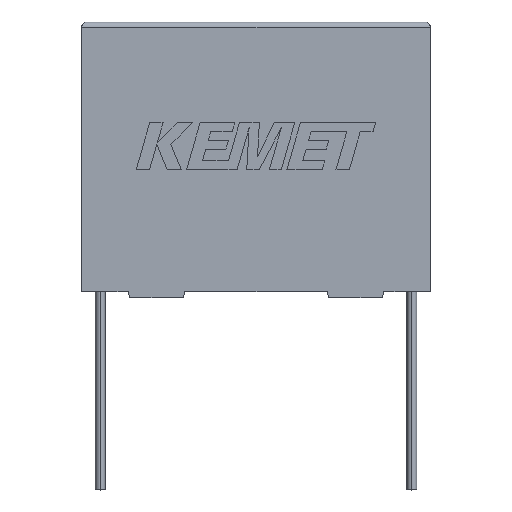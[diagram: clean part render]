
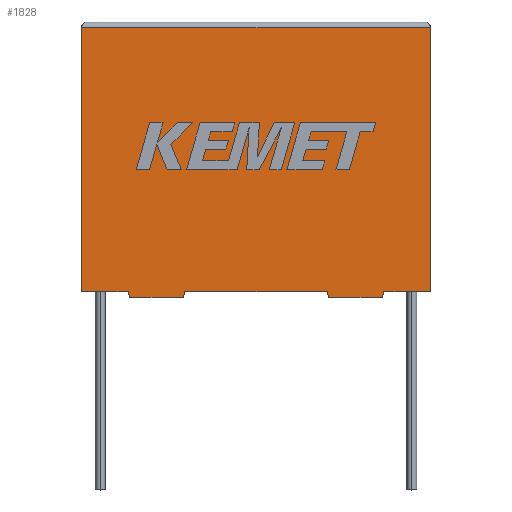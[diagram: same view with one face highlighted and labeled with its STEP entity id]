
A CAD part, top view. The second image highlights one B-rep face of the part: STEP entity #1828.
In plain terms, the highlighted planar face has unit normal (0, 0, 1).
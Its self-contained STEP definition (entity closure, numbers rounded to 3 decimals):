
#10 = CARTESIAN_POINT ( 'NONE',  ( 9.126, 0., 12.3 ) ) ;
#21 = VECTOR ( 'NONE', #464, 1000. ) ;
#24 = EDGE_CURVE ( 'NONE', #521, #2016, #598, .T. ) ;
#54 = ORIENTED_EDGE ( 'NONE', *, *, #3071, .T. ) ;
#63 = LINE ( 'NONE', #2962, #2496 ) ;
#115 = VECTOR ( 'NONE', #865, 1000. ) ;
#187 = ORIENTED_EDGE ( 'NONE', *, *, #701, .T. ) ;
#209 = DIRECTION ( 'NONE',  ( 1., 0., 0. ) ) ;
#233 = VECTOR ( 'NONE', #3154, 1000. ) ;
#253 = DIRECTION ( 'NONE',  ( -1., 0., 0. ) ) ;
#266 = VECTOR ( 'NONE', #209, 1000. ) ;
#272 = EDGE_CURVE ( 'NONE', #3111, #1827, #2271, .T. ) ;
#276 = VECTOR ( 'NONE', #1801, 1000. ) ;
#298 = DIRECTION ( 'NONE',  ( 0., 0., -1. ) ) ;
#315 = CARTESIAN_POINT ( 'NONE',  ( 21.824, -0.5, 12.3 ) ) ;
#344 = LINE ( 'NONE', #1172, #1789 ) ;
#424 = VERTEX_POINT ( 'NONE', #2996 ) ;
#429 = CARTESIAN_POINT ( 'NONE',  ( 30.8, 0., 12.3 ) ) ;
#464 = DIRECTION ( 'NONE',  ( 0., 1., 0. ) ) ;
#521 = VERTEX_POINT ( 'NONE', #1477 ) ;
#526 = CARTESIAN_POINT ( 'NONE',  ( 21.824, -0.5, 12.3 ) ) ;
#586 = VERTEX_POINT ( 'NONE', #2826 ) ;
#598 = LINE ( 'NONE', #1030, #276 ) ;
#620 = VERTEX_POINT ( 'NONE', #2085 ) ;
#701 = EDGE_CURVE ( 'NONE', #3236, #2817, #63, .T. ) ;
#794 = ORIENTED_EDGE ( 'NONE', *, *, #24, .F. ) ;
#847 = VERTEX_POINT ( 'NONE', #1318 ) ;
#855 = LINE ( 'NONE', #923, #2413 ) ;
#860 = VECTOR ( 'NONE', #1305, 1000. ) ;
#865 = DIRECTION ( 'NONE',  ( 0., -1., 0. ) ) ;
#879 = ORIENTED_EDGE ( 'NONE', *, *, #1662, .T. ) ;
#887 = VERTEX_POINT ( 'NONE', #1528 ) ;
#923 = CARTESIAN_POINT ( 'NONE',  ( 4.264, -0.5, 12.3 ) ) ;
#949 = LINE ( 'NONE', #2365, #115 ) ;
#984 = EDGE_CURVE ( 'NONE', #2016, #620, #1267, .T. ) ;
#1030 = CARTESIAN_POINT ( 'NONE',  ( 26.536, -0.5, 12.3 ) ) ;
#1119 = LINE ( 'NONE', #1701, #266 ) ;
#1172 = CARTESIAN_POINT ( 'NONE',  ( 0., 0., 12.3 ) ) ;
#1197 = LINE ( 'NONE', #429, #21 ) ;
#1222 = EDGE_CURVE ( 'NONE', #586, #887, #2806, .T. ) ;
#1267 = LINE ( 'NONE', #315, #860 ) ;
#1297 = VERTEX_POINT ( 'NONE', #1890 ) ;
#1301 = DIRECTION ( 'NONE',  ( -1., 0., 0. ) ) ;
#1305 = DIRECTION ( 'NONE',  ( -0.287, 0.958, 0. ) ) ;
#1318 = CARTESIAN_POINT ( 'NONE',  ( 0., 0., 12.3 ) ) ;
#1426 = EDGE_CURVE ( 'NONE', #2817, #620, #1119, .T. ) ;
#1454 = CARTESIAN_POINT ( 'NONE',  ( 0., 0., 12.3 ) ) ;
#1471 = VECTOR ( 'NONE', #2459, 1000. ) ;
#1477 = CARTESIAN_POINT ( 'NONE',  ( 26.536, -0.5, 12.3 ) ) ;
#1528 = CARTESIAN_POINT ( 'NONE',  ( 4.264, -0.5, 12.3 ) ) ;
#1544 = VECTOR ( 'NONE', #1301, 1000. ) ;
#1546 = EDGE_CURVE ( 'NONE', #847, #586, #344, .T. ) ;
#1656 = CARTESIAN_POINT ( 'NONE',  ( 0., 0., 12.3 ) ) ;
#1662 = EDGE_CURVE ( 'NONE', #887, #3236, #855, .T. ) ;
#1701 = CARTESIAN_POINT ( 'NONE',  ( 0., 0., 12.3 ) ) ;
#1745 = ORIENTED_EDGE ( 'NONE', *, *, #984, .F. ) ;
#1789 = VECTOR ( 'NONE', #1966, 1000. ) ;
#1801 = DIRECTION ( 'NONE',  ( -1., 0., 0. ) ) ;
#1827 = VERTEX_POINT ( 'NONE', #2201 ) ;
#1828 = ADVANCED_FACE ( 'NONE', ( #2796 ), #2941, .F. ) ;
#1872 = EDGE_CURVE ( 'NONE', #424, #1297, #3109, .T. ) ;
#1890 = CARTESIAN_POINT ( 'NONE',  ( 0., 23.3, 12.3 ) ) ;
#1966 = DIRECTION ( 'NONE',  ( 1., 0., 0. ) ) ;
#2016 = VERTEX_POINT ( 'NONE', #526 ) ;
#2085 = CARTESIAN_POINT ( 'NONE',  ( 21.674, 0., 12.3 ) ) ;
#2201 = CARTESIAN_POINT ( 'NONE',  ( 30.8, 0., 12.3 ) ) ;
#2203 = LINE ( 'NONE', #2857, #2242 ) ;
#2217 = EDGE_CURVE ( 'NONE', #3111, #521, #2203, .T. ) ;
#2242 = VECTOR ( 'NONE', #2843, 1000. ) ;
#2271 = LINE ( 'NONE', #1656, #233 ) ;
#2291 = ORIENTED_EDGE ( 'NONE', *, *, #1426, .T. ) ;
#2365 = CARTESIAN_POINT ( 'NONE',  ( 0., 0., 12.3 ) ) ;
#2413 = VECTOR ( 'NONE', #2429, 1000. ) ;
#2429 = DIRECTION ( 'NONE',  ( 1., 0., 0. ) ) ;
#2436 = CARTESIAN_POINT ( 'NONE',  ( 8.976, -0.5, 12.3 ) ) ;
#2459 = DIRECTION ( 'NONE',  ( 0.287, -0.958, 0. ) ) ;
#2472 = DIRECTION ( 'NONE',  ( 0.287, 0.958, 0. ) ) ;
#2496 = VECTOR ( 'NONE', #2472, 1000. ) ;
#2592 = ORIENTED_EDGE ( 'NONE', *, *, #1222, .T. ) ;
#2649 = AXIS2_PLACEMENT_3D ( 'NONE', #1454, #298, #253 ) ;
#2712 = ORIENTED_EDGE ( 'NONE', *, *, #1872, .T. ) ;
#2777 = ORIENTED_EDGE ( 'NONE', *, *, #2217, .F. ) ;
#2796 = FACE_OUTER_BOUND ( 'NONE', #3221, .T. ) ;
#2805 = CARTESIAN_POINT ( 'NONE',  ( 0., 23.3, 12.3 ) ) ;
#2806 = LINE ( 'NONE', #2909, #1471 ) ;
#2817 = VERTEX_POINT ( 'NONE', #10 ) ;
#2826 = CARTESIAN_POINT ( 'NONE',  ( 4.114, 0., 12.3 ) ) ;
#2843 = DIRECTION ( 'NONE',  ( -0.287, -0.958, 0. ) ) ;
#2857 = CARTESIAN_POINT ( 'NONE',  ( 26.686, 0., 12.3 ) ) ;
#2909 = CARTESIAN_POINT ( 'NONE',  ( 4.114, 0., 12.3 ) ) ;
#2941 = PLANE ( 'NONE',  #2649 ) ;
#2962 = CARTESIAN_POINT ( 'NONE',  ( 8.976, -0.5, 12.3 ) ) ;
#2996 = CARTESIAN_POINT ( 'NONE',  ( 30.8, 23.3, 12.3 ) ) ;
#3029 = ORIENTED_EDGE ( 'NONE', *, *, #3180, .T. ) ;
#3071 = EDGE_CURVE ( 'NONE', #1297, #847, #949, .T. ) ;
#3109 = LINE ( 'NONE', #2805, #1544 ) ;
#3111 = VERTEX_POINT ( 'NONE', #3127 ) ;
#3127 = CARTESIAN_POINT ( 'NONE',  ( 26.686, 0., 12.3 ) ) ;
#3154 = DIRECTION ( 'NONE',  ( 1., 0., 0. ) ) ;
#3175 = ORIENTED_EDGE ( 'NONE', *, *, #1546, .T. ) ;
#3180 = EDGE_CURVE ( 'NONE', #1827, #424, #1197, .T. ) ;
#3196 = ORIENTED_EDGE ( 'NONE', *, *, #272, .T. ) ;
#3221 = EDGE_LOOP ( 'NONE', ( #3029, #2712, #54, #3175, #2592, #879, #187, #2291, #1745, #794, #2777, #3196 ) ) ;
#3236 = VERTEX_POINT ( 'NONE', #2436 ) ;
